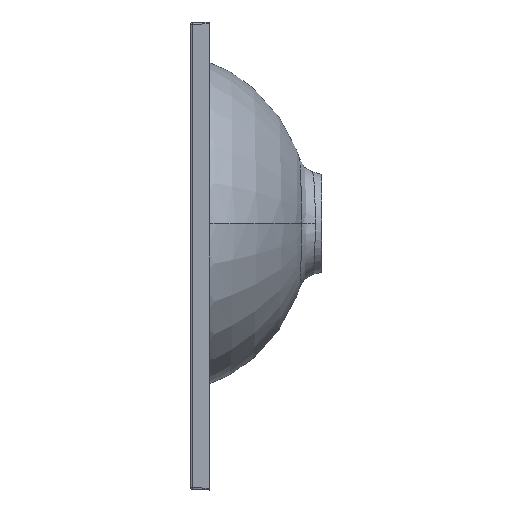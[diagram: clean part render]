
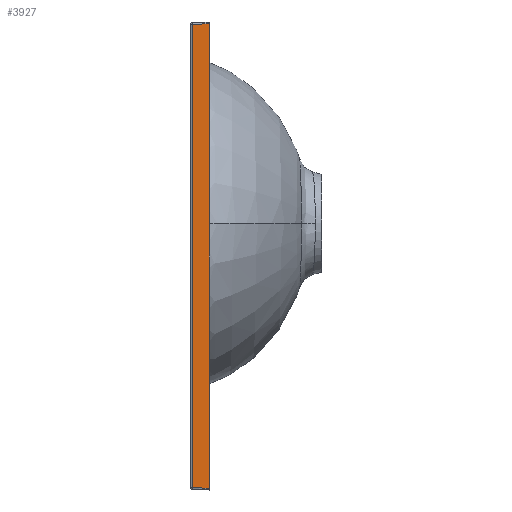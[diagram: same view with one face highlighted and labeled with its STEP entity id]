
A CAD part, left-side view. The second image highlights one B-rep face of the part: STEP entity #3927.
In plain terms, the highlighted planar face has unit normal (-1, 0.018, 0).
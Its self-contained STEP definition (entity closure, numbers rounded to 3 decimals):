
#372 = CARTESIAN_POINT ( 'NONE',  ( -599.999, -20., 249.65 ) ) ;
#519 = EDGE_CURVE ( 'NONE', #10527, #5902, #9222, .T. ) ;
#550 = LINE ( 'NONE', #11469, #14148 ) ;
#564 = LINE ( 'NONE', #15115, #9015 ) ;
#1493 = EDGE_CURVE ( 'NONE', #5902, #5575, #550, .T. ) ;
#1767 = EDGE_CURVE ( 'NONE', #9948, #5575, #4872, .T. ) ;
#2428 = CARTESIAN_POINT ( 'NONE',  ( -599.999, -20., -247.999 ) ) ;
#3927 = ADVANCED_FACE ( 'NONE', ( #5092 ), #5870, .T. ) ;
#4287 = DIRECTION ( 'NONE',  ( 0., 0., -1. ) ) ;
#4872 = LINE ( 'NONE', #372, #10850 ) ;
#5092 = FACE_OUTER_BOUND ( 'NONE', #16272, .T. ) ;
#5256 = CARTESIAN_POINT ( 'NONE',  ( -599.999, -20., 247.999 ) ) ;
#5575 = VERTEX_POINT ( 'NONE', #2428 ) ;
#5870 = PLANE ( 'NONE',  #16271 ) ;
#5902 = VERTEX_POINT ( 'NONE', #15734 ) ;
#6399 = ORIENTED_EDGE ( 'NONE', *, *, #1493, .T. ) ;
#6883 = DIRECTION ( 'NONE',  ( -0.017, -1., -0.017 ) ) ;
#7524 = CARTESIAN_POINT ( 'NONE',  ( -599.684, -1.965, 249.65 ) ) ;
#8306 = EDGE_CURVE ( 'NONE', #9948, #10527, #564, .T. ) ;
#8479 = DIRECTION ( 'NONE',  ( 0.017, 1., -0.017 ) ) ;
#8597 = ORIENTED_EDGE ( 'NONE', *, *, #1767, .F. ) ;
#9015 = VECTOR ( 'NONE', #8479, 1000. ) ;
#9028 = ORIENTED_EDGE ( 'NONE', *, *, #519, .T. ) ;
#9222 = LINE ( 'NONE', #7524, #10460 ) ;
#9848 = CARTESIAN_POINT ( 'NONE',  ( -599.65, 0., 249.65 ) ) ;
#9948 = VERTEX_POINT ( 'NONE', #5256 ) ;
#10460 = VECTOR ( 'NONE', #16746, 1000. ) ;
#10527 = VERTEX_POINT ( 'NONE', #15774 ) ;
#10850 = VECTOR ( 'NONE', #4287, 1000. ) ;
#10864 = ORIENTED_EDGE ( 'NONE', *, *, #8306, .T. ) ;
#11107 = DIRECTION ( 'NONE',  ( -1., 0.017, 0. ) ) ;
#11469 = CARTESIAN_POINT ( 'NONE',  ( -599.499, 8.675, -247.499 ) ) ;
#14148 = VECTOR ( 'NONE', #6883, 1000. ) ;
#15037 = DIRECTION ( 'NONE',  ( -0.017, -1., 0. ) ) ;
#15115 = CARTESIAN_POINT ( 'NONE',  ( -599.651, -0.035, 247.651 ) ) ;
#15734 = CARTESIAN_POINT ( 'NONE',  ( -599.684, -1.965, -247.685 ) ) ;
#15774 = CARTESIAN_POINT ( 'NONE',  ( -599.684, -1.965, 247.685 ) ) ;
#16271 = AXIS2_PLACEMENT_3D ( 'NONE', #9848, #11107, #15037 ) ;
#16272 = EDGE_LOOP ( 'NONE', ( #8597, #10864, #9028, #6399 ) ) ;
#16746 = DIRECTION ( 'NONE',  ( 0., 0., -1. ) ) ;
